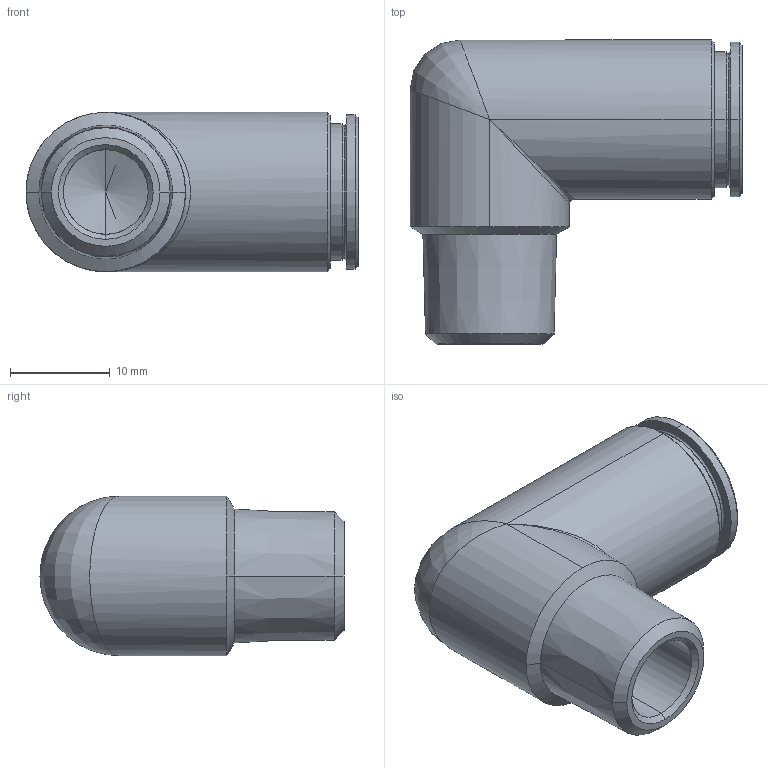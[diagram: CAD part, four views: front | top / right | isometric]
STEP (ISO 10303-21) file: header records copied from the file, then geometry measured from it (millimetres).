
FILE_DESCRIPTION (( 'STEP AP203' ), '1' );
FILE_NAME ('X0040052.STEP', '2010-09-22T13:58:57', ( '' ), ( 'sopra-pneumatic' ), 'SwSTEP 2.0', 'SolidWorks 2009', '' );
FILE_SCHEMA (( 'CONFIG_CONTROL_DESIGN' ));
Length unit declared in the file: millimetre
Products named in the file (1): X0040052
Bounding box: 33.3 x 30.5 x 16 mm (x, y, z)
Volume: 5369.1 mm3; surface area: 3983.1 mm2
Topology: 1 solids, 1 shells, 46 faces, 98 edges, 48 vertices
Faces by surface type: cone 18, cylinder 18, torus 4, plane 4, bspline 2
Entity records: 2037 total; most frequent: CARTESIAN_POINT 1019, DIRECTION 218, ORIENTED_EDGE 180, AXIS2_PLACEMENT_3D 91, EDGE_CURVE 90, EDGE_LOOP 50, VERTEX_POINT 48, ADVANCED_FACE 46
